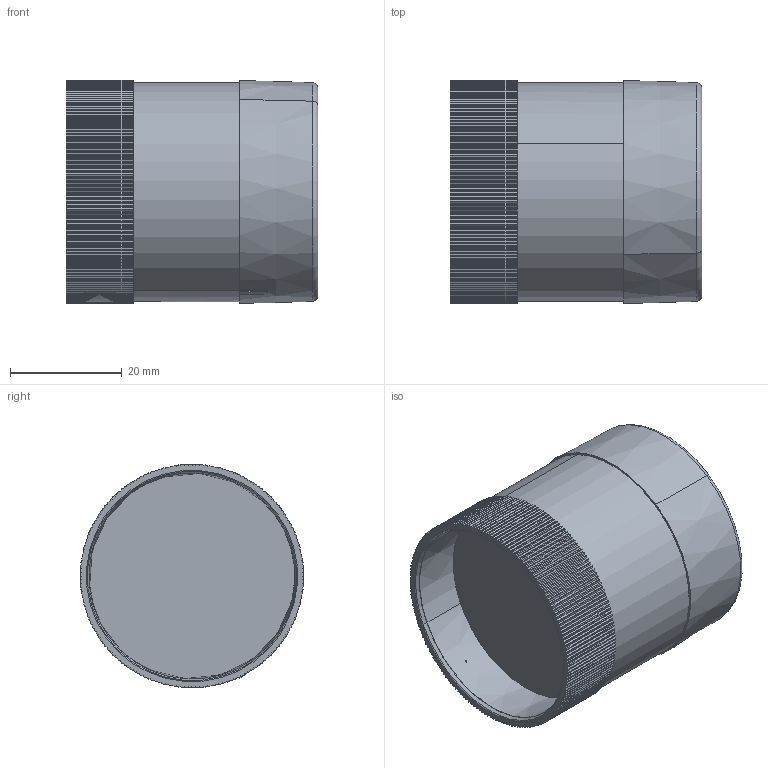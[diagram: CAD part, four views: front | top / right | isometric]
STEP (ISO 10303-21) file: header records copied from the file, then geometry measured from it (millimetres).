
FILE_DESCRIPTION((''),'2;1');
FILE_NAME('CAD-8009','2021-10-07T11:00:34',('creinig-se'),(''),'CREO PARAMETRIC BY PTC INC, 2019292','CREO PARAMETRIC BY PTC INC, 2019292','');
FILE_SCHEMA(('CONFIG_CONTROL_DESIGN','SHAPE_APPEARANCE_LAYERS_GROUPS'));
Length unit declared in the file: millimetre
Products named in the file (1): CAD-8009
Bounding box: 45.07 x 40.05 x 40.05 mm (x, y, z)
Volume: 45400.8 mm3; surface area: 9332.3 mm2
Topology: 1 solids, 1 shells, 610 faces, 1799 edges, 1198 vertices
Faces by surface type: plane 400, cylinder 191, torus 8, cone 7, sphere 4
Entity records: 25864 total; most frequent: CARTESIAN_POINT 3792, ORIENTED_EDGE 3598, DIRECTION 3378, PRESENTATION_STYLE_ASSIGNMENT 1800, STYLED_ITEM 1800, CURVE_STYLE 1799, EDGE_CURVE 1799, VECTOR 1336
